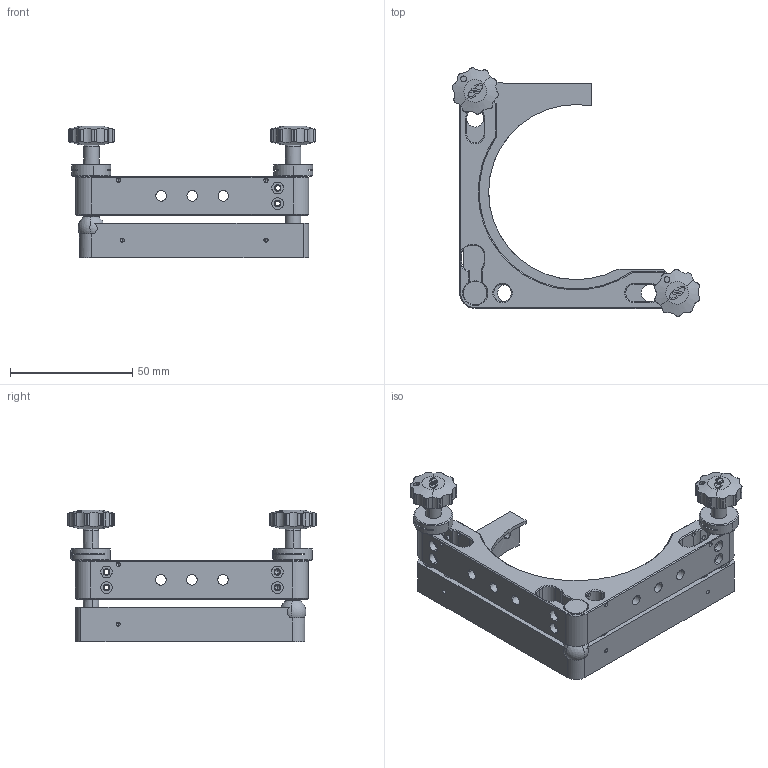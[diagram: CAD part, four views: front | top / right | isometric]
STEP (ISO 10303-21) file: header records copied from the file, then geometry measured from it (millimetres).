
FILE_DESCRIPTION((''),'2;1');
FILE_NAME('U300-A2K','2025-07-22T14:03:57',('Administrator'),(''),'CREO PARAMETRIC BY PTC INC, 2020414','CREO PARAMETRIC BY PTC INC, 2020414','');
FILE_SCHEMA(('AUTOMOTIVE_DESIGN { 1 0 10303 214 1 1 1 1 }'));
Length unit declared in the file: inch
Products named in the file (1): U300-A2K
Bounding box: 101.2 x 101.54 x 53.82 mm (x, y, z)
Volume: 63265.7 mm3; surface area: 31927.7 mm2
Topology: 1 solids, 5 shells, 1197 faces, 3273 edges, 2102 vertices
Faces by surface type: plane 666, cylinder 307, cone 173, extrusion 46, sphere 3, torus 2
Entity records: 50645 total; most frequent: CARTESIAN_POINT 10704, ORIENTED_EDGE 6478, DIRECTION 5860, PRESENTATION_STYLE_ASSIGNMENT 3241, STYLED_ITEM 3241, CURVE_STYLE 3240, EDGE_CURVE 3239, VECTOR 2208
